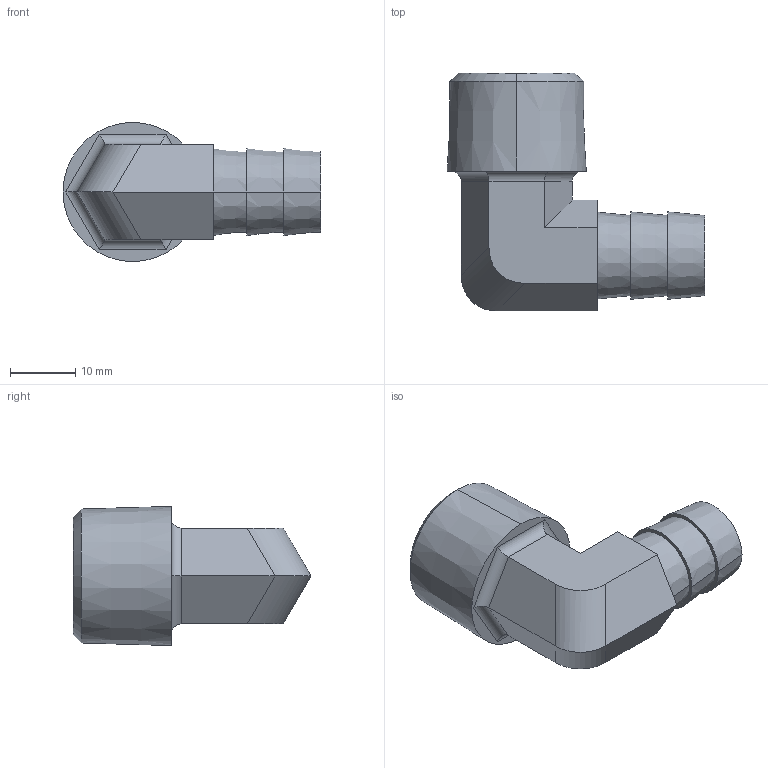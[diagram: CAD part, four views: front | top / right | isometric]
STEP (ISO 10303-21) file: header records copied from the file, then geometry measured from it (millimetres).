
FILE_DESCRIPTION (( 'STEP AP214' ), '1' );
FILE_NAME ('BAHBL-12-12N.step', '2017-08-29T20:38:27', ( '' ), ( '' ), 'SwSTEP 2.0', 'SolidWorks 2017', '' );
FILE_SCHEMA (( 'AUTOMOTIVE_DESIGN' ));
Length unit declared in the file: inch
Products named in the file (1): BAHBL-12-12N
Bounding box: 39.52 x 36.45 x 21.34 mm (x, y, z)
Volume: 6458.4 mm3; surface area: 5357.8 mm2
Topology: 1 solids, 1 shells, 48 faces, 106 edges, 67 vertices
Faces by surface type: plane 21, cylinder 17, cone 10
Entity records: 1493 total; most frequent: CARTESIAN_POINT 395, DIRECTION 222, ORIENTED_EDGE 212, EDGE_CURVE 106, AXIS2_PLACEMENT_3D 82, VERTEX_POINT 67, VECTOR 58, LINE 58
